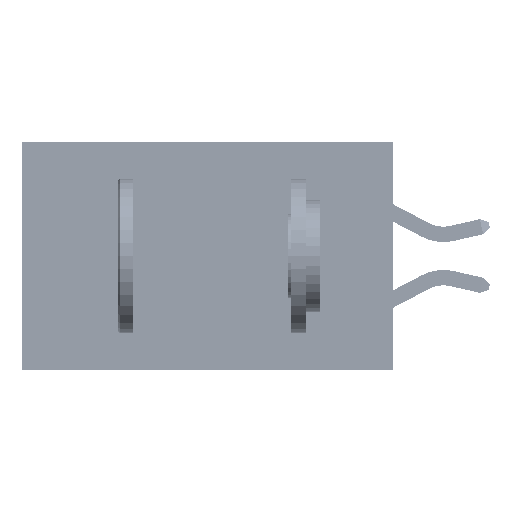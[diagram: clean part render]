
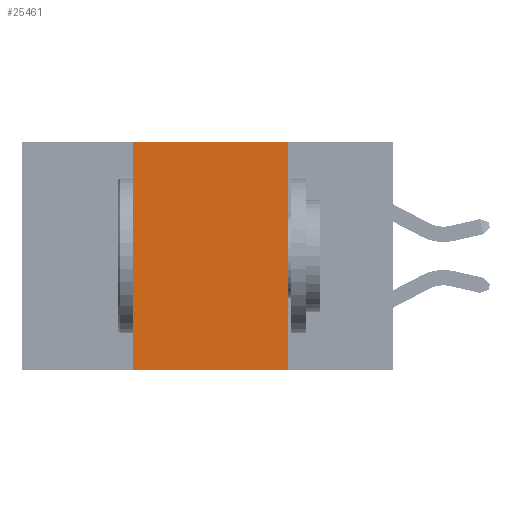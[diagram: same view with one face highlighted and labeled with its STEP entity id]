
A CAD part, left-side view. The second image highlights one B-rep face of the part: STEP entity #25461.
In plain terms, the highlighted planar face has unit normal (-1, 0, 0).
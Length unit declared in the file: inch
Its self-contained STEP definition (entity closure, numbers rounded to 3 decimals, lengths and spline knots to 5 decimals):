
#1031 = DIRECTION ( 'NONE',  ( 0., -1., 0. ) ) ;
#1038 = LINE ( 'NONE', #6807, #10247 ) ;
#6807 = CARTESIAN_POINT ( 'NONE',  ( 0., 0.6, 0. ) ) ;
#10247 = VECTOR ( 'NONE', #26339, 39.37008 ) ;
#10311 = ORIENTED_EDGE ( 'NONE', *, *, #11490, .F. ) ;
#11426 = EDGE_LOOP ( 'NONE', ( #27499, #10311, #20763, #11527 ) ) ;
#11490 = EDGE_CURVE ( 'NONE', #46502, #16794, #1038, .T. ) ;
#11527 = ORIENTED_EDGE ( 'NONE', *, *, #16408, .T. ) ;
#12101 = DIRECTION ( 'NONE',  ( 0., 0., 1. ) ) ;
#14133 = CARTESIAN_POINT ( 'NONE',  ( 0., 0.17, 0. ) ) ;
#15377 = CARTESIAN_POINT ( 'NONE',  ( 0., 0.6, 0. ) ) ;
#16408 = EDGE_CURVE ( 'NONE', #49371, #18777, #36211, .T. ) ;
#16794 = VERTEX_POINT ( 'NONE', #19016 ) ;
#16862 = LINE ( 'NONE', #14133, #45294 ) ;
#18777 = VERTEX_POINT ( 'NONE', #27408 ) ;
#19016 = CARTESIAN_POINT ( 'NONE',  ( 0., 0.17, 0. ) ) ;
#19333 = DIRECTION ( 'NONE',  ( 0., 0., -1. ) ) ;
#20288 = AXIS2_PLACEMENT_3D ( 'NONE', #15377, #42524, #19333 ) ;
#20611 = LINE ( 'NONE', #31608, #30457 ) ;
#20763 = ORIENTED_EDGE ( 'NONE', *, *, #28579, .F. ) ;
#21885 = DIRECTION ( 'NONE',  ( 0., 0., -1. ) ) ;
#21975 = CARTESIAN_POINT ( 'NONE',  ( 0., 0.42, -0.37 ) ) ;
#25461 = ADVANCED_FACE ( 'NONE', ( #35190 ), #38709, .F. ) ;
#26339 = DIRECTION ( 'NONE',  ( 0., -1., 0. ) ) ;
#27408 = CARTESIAN_POINT ( 'NONE',  ( 0., 0.17, -0.37 ) ) ;
#27499 = ORIENTED_EDGE ( 'NONE', *, *, #43080, .F. ) ;
#28579 = EDGE_CURVE ( 'NONE', #49371, #46502, #20611, .T. ) ;
#30457 = VECTOR ( 'NONE', #12101, 39.37008 ) ;
#31608 = CARTESIAN_POINT ( 'NONE',  ( 0., 0.42, 0. ) ) ;
#35190 = FACE_OUTER_BOUND ( 'NONE', #11426, .T. ) ;
#36211 = LINE ( 'NONE', #39925, #43920 ) ;
#38709 = PLANE ( 'NONE',  #20288 ) ;
#39925 = CARTESIAN_POINT ( 'NONE',  ( 0., 0.6, -0.37 ) ) ;
#42251 = CARTESIAN_POINT ( 'NONE',  ( 0., 0.42, 0. ) ) ;
#42524 = DIRECTION ( 'NONE',  ( 1., 0., 0. ) ) ;
#43080 = EDGE_CURVE ( 'NONE', #16794, #18777, #16862, .T. ) ;
#43920 = VECTOR ( 'NONE', #1031, 39.37008 ) ;
#45294 = VECTOR ( 'NONE', #21885, 39.37008 ) ;
#46502 = VERTEX_POINT ( 'NONE', #42251 ) ;
#49371 = VERTEX_POINT ( 'NONE', #21975 ) ;
